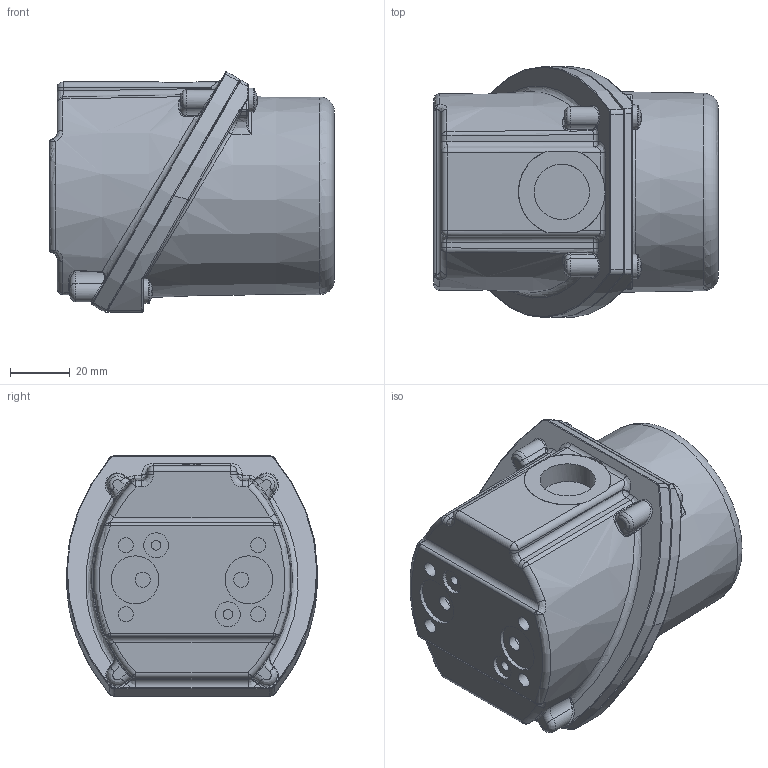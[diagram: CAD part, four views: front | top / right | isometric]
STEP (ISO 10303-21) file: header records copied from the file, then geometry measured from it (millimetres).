
FILE_DESCRIPTION(/* description */ (''),/* implementation_level */ '2;1');
FILE_NAME(/* name */ 'GA-ES-10-X29.stp',/* time_stamp */ '2022-01-19T12:18:07+06:00',/* author */ ('10158197'),/* organization */ (''),/* preprocessor_version */ 'ST-DEVELOPER v16.1',/* originating_system */ 'Autodesk Inventor 2016',/* authorisation */ '');
FILE_SCHEMA (('AUTOMOTIVE_DESIGN { 1 0 10303 214 3 1 1 }'));
Length unit declared in the file: millimetre
Products named in the file (1): GA-ES-10-X29
Bounding box: 95.3 x 84 x 80.48 mm (x, y, z)
Volume: 383876.8 mm3; surface area: 63309.4 mm2
Topology: 7 solids, 11 shells, 486 faces, 1184 edges, 737 vertices
Faces by surface type: bspline 240, cylinder 101, plane 81, torus 41, cone 15, sphere 8
Full cylindrical faces by diameter (mm): 3.242 x6, 4 x4, 5 x8, 5.075 x2, 5.5 x4, 8 x2, 8.3 x2, 16 x2, 18.526 x1
Entity records: 19754 total; most frequent: CARTESIAN_POINT 9235, ORIENTED_EDGE 2212, DIRECTION 1804, EDGE_CURVE 1106, AXIS2_PLACEMENT_3D 778, VERTEX_POINT 720, EDGE_LOOP 572, FACE_OUTER_BOUND 486
